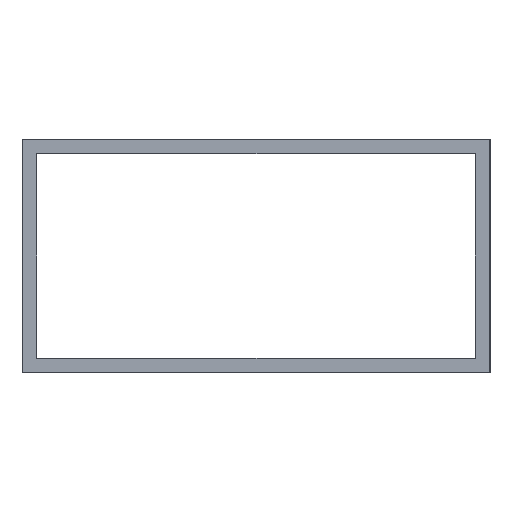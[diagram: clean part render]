
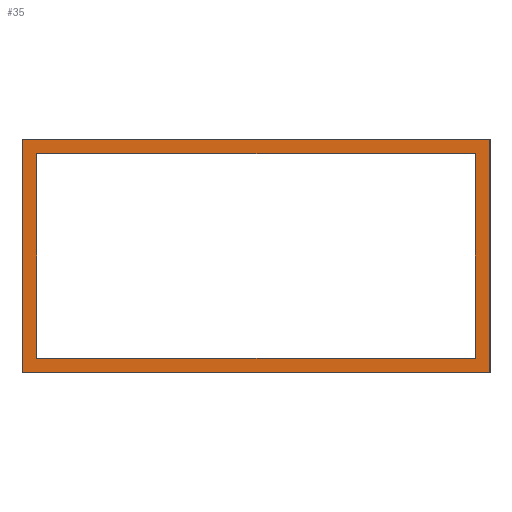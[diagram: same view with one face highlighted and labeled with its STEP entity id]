
A CAD part, left-side view. The second image highlights one B-rep face of the part: STEP entity #35.
In plain terms, the highlighted planar face has unit normal (-1, 0, 0).
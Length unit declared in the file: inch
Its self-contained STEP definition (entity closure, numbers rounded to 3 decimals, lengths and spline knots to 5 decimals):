
#8 = LINE ( 'NONE', #254, #68 ) ;
#20 = EDGE_LOOP ( 'NONE', ( #25, #115, #190, #75 ) ) ;
#25 = ORIENTED_EDGE ( 'NONE', *, *, #242, .T. ) ;
#31 = DIRECTION ( 'NONE',  ( 0., -1., 0. ) ) ;
#33 = CARTESIAN_POINT ( 'NONE',  ( -29.5, -1., 0.5 ) ) ;
#35 = ADVANCED_FACE ( 'NONE', ( #216, #239 ), #84, .F. ) ;
#41 = DIRECTION ( 'NONE',  ( 0., 0., -1. ) ) ;
#46 = VECTOR ( 'NONE', #31, 39.37008 ) ;
#54 = CARTESIAN_POINT ( 'NONE',  ( -29.5, 0., 0. ) ) ;
#56 = VECTOR ( 'NONE', #123, 39.37008 ) ;
#59 = LINE ( 'NONE', #112, #46 ) ;
#65 = LINE ( 'NONE', #222, #56 ) ;
#68 = VECTOR ( 'NONE', #280, 39.37008 ) ;
#72 = EDGE_CURVE ( 'NONE', #244, #262, #196, .T. ) ;
#75 = ORIENTED_EDGE ( 'NONE', *, *, #105, .T. ) ;
#76 = VECTOR ( 'NONE', #41, 39.37008 ) ;
#82 = VERTEX_POINT ( 'NONE', #174 ) ;
#84 = PLANE ( 'NONE',  #334 ) ;
#105 = EDGE_CURVE ( 'NONE', #113, #82, #299, .T. ) ;
#112 = CARTESIAN_POINT ( 'NONE',  ( -29.5, -1., 0.5 ) ) ;
#113 = VERTEX_POINT ( 'NONE', #150 ) ;
#115 = ORIENTED_EDGE ( 'NONE', *, *, #72, .T. ) ;
#117 = CARTESIAN_POINT ( 'NONE',  ( -29.5, -1., -0.5 ) ) ;
#120 = EDGE_CURVE ( 'NONE', #314, #210, #65, .T. ) ;
#123 = DIRECTION ( 'NONE',  ( 0., 1., 0. ) ) ;
#126 = DIRECTION ( 'NONE',  ( 0., 0., -1. ) ) ;
#127 = EDGE_CURVE ( 'NONE', #262, #113, #8, .T. ) ;
#130 = CARTESIAN_POINT ( 'NONE',  ( -29.5, 0., -0.4375 ) ) ;
#131 = VECTOR ( 'NONE', #235, 39.37008 ) ;
#132 = ORIENTED_EDGE ( 'NONE', *, *, #120, .F. ) ;
#138 = ORIENTED_EDGE ( 'NONE', *, *, #240, .F. ) ;
#139 = EDGE_CURVE ( 'NONE', #210, #182, #329, .T. ) ;
#150 = CARTESIAN_POINT ( 'NONE',  ( -29.5, -0.9375, 0.4375 ) ) ;
#157 = CARTESIAN_POINT ( 'NONE',  ( -29.5, -1., 0.5 ) ) ;
#169 = ORIENTED_EDGE ( 'NONE', *, *, #139, .F. ) ;
#174 = CARTESIAN_POINT ( 'NONE',  ( -29.5, -0.9375, -0.4375 ) ) ;
#182 = VERTEX_POINT ( 'NONE', #331 ) ;
#186 = DIRECTION ( 'NONE',  ( 0., 0., -1. ) ) ;
#190 = ORIENTED_EDGE ( 'NONE', *, *, #127, .T. ) ;
#196 = LINE ( 'NONE', #281, #336 ) ;
#208 = LINE ( 'NONE', #157, #282 ) ;
#210 = VERTEX_POINT ( 'NONE', #284 ) ;
#211 = ORIENTED_EDGE ( 'NONE', *, *, #290, .F. ) ;
#216 = FACE_OUTER_BOUND ( 'NONE', #312, .T. ) ;
#222 = CARTESIAN_POINT ( 'NONE',  ( -29.5, -1., -0.5 ) ) ;
#228 = DIRECTION ( 'NONE',  ( 0., 0., 1. ) ) ;
#235 = DIRECTION ( 'NONE',  ( 0., 1., 0. ) ) ;
#239 = FACE_BOUND ( 'NONE', #20, .T. ) ;
#240 = EDGE_CURVE ( 'NONE', #310, #314, #208, .T. ) ;
#242 = EDGE_CURVE ( 'NONE', #82, #244, #257, .T. ) ;
#244 = VERTEX_POINT ( 'NONE', #335 ) ;
#248 = DIRECTION ( 'NONE',  ( 0., 0., 1. ) ) ;
#251 = CARTESIAN_POINT ( 'NONE',  ( -29.5, 0.9375, 0.4375 ) ) ;
#254 = CARTESIAN_POINT ( 'NONE',  ( -29.5, 0., 0.4375 ) ) ;
#257 = LINE ( 'NONE', #130, #131 ) ;
#260 = VECTOR ( 'NONE', #228, 39.37008 ) ;
#262 = VERTEX_POINT ( 'NONE', #251 ) ;
#280 = DIRECTION ( 'NONE',  ( 0., -1., 0. ) ) ;
#281 = CARTESIAN_POINT ( 'NONE',  ( -29.5, 0.9375, 0. ) ) ;
#282 = VECTOR ( 'NONE', #126, 39.37008 ) ;
#284 = CARTESIAN_POINT ( 'NONE',  ( -29.5, 1., -0.5 ) ) ;
#290 = EDGE_CURVE ( 'NONE', #182, #310, #59, .T. ) ;
#299 = LINE ( 'NONE', #321, #76 ) ;
#304 = CARTESIAN_POINT ( 'NONE',  ( -29.5, 1., 0.5 ) ) ;
#310 = VERTEX_POINT ( 'NONE', #33 ) ;
#312 = EDGE_LOOP ( 'NONE', ( #132, #138, #211, #169 ) ) ;
#313 = DIRECTION ( 'NONE',  ( 1., 0., 0. ) ) ;
#314 = VERTEX_POINT ( 'NONE', #117 ) ;
#321 = CARTESIAN_POINT ( 'NONE',  ( -29.5, -0.9375, 0. ) ) ;
#329 = LINE ( 'NONE', #304, #260 ) ;
#331 = CARTESIAN_POINT ( 'NONE',  ( -29.5, 1., 0.5 ) ) ;
#334 = AXIS2_PLACEMENT_3D ( 'NONE', #54, #313, #186 ) ;
#335 = CARTESIAN_POINT ( 'NONE',  ( -29.5, 0.9375, -0.4375 ) ) ;
#336 = VECTOR ( 'NONE', #248, 39.37008 ) ;
